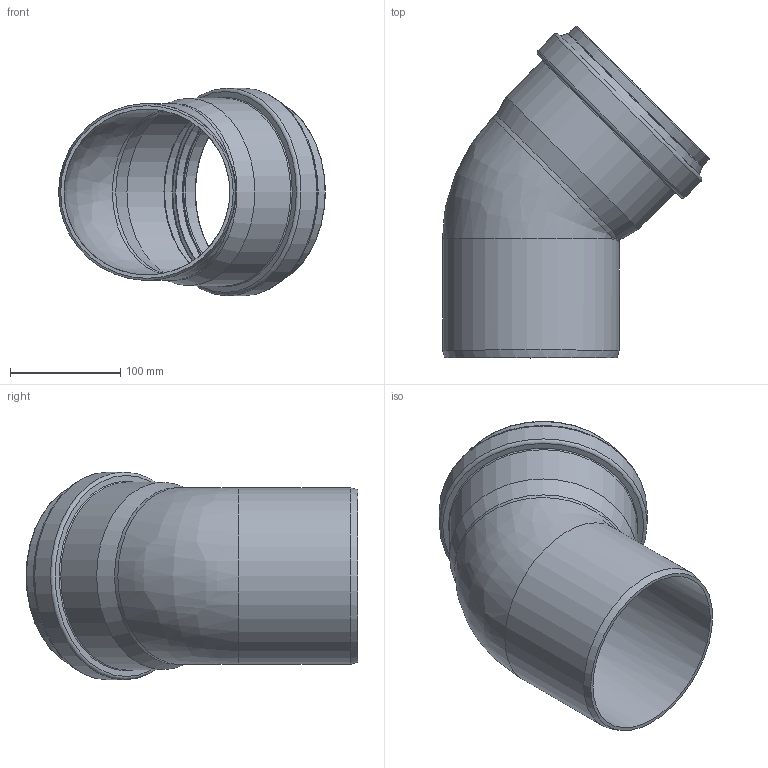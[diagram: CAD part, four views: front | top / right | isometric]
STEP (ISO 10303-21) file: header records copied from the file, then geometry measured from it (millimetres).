
FILE_DESCRIPTION(/* description */ (''),/* implementation_level */ '2;1');
FILE_NAME(/* name */ '771520 KG2000B Bogen DN_OD 160_45°.stp',/* time_stamp */ '2017-01-30T13:48:55+01:00',/* author */ ('user1'),/* organization */ (''),/* preprocessor_version */ 'ST-DEVELOPER v16.1',/* originating_system */ 'Autodesk Inventor 2016',/* authorisation */ '');
FILE_SCHEMA (('AUTOMOTIVE_DESIGN { 1 0 10303 214 3 1 1 }'));
Length unit declared in the file: millimetre
Products named in the file (1): 771520 KG2000B Bogen DN_OD 160_45°
Bounding box: 241.99 x 300.99 x 188.4 mm (x, y, z)
Volume: 667855 mm3; surface area: 300766.5 mm2
Topology: 1 solids, 1 shells, 42 faces, 85 edges, 47 vertices
Faces by surface type: torus 14, cylinder 11, cone 8, plane 6, bspline 3
Full cylindrical faces by diameter (mm): 150.5 x2, 160.3 x2, 161 x1, 162.2 x2, 170 x1, 171.2 x1, 179.4 x1, 188.4 x1
Entity records: 970 total; most frequent: CARTESIAN_POINT 219, DIRECTION 168, ORIENTED_EDGE 92, AXIS2_PLACEMENT_3D 84, EDGE_LOOP 81, EDGE_CURVE 46, VERTEX_POINT 43, FACE_OUTER_BOUND 42
